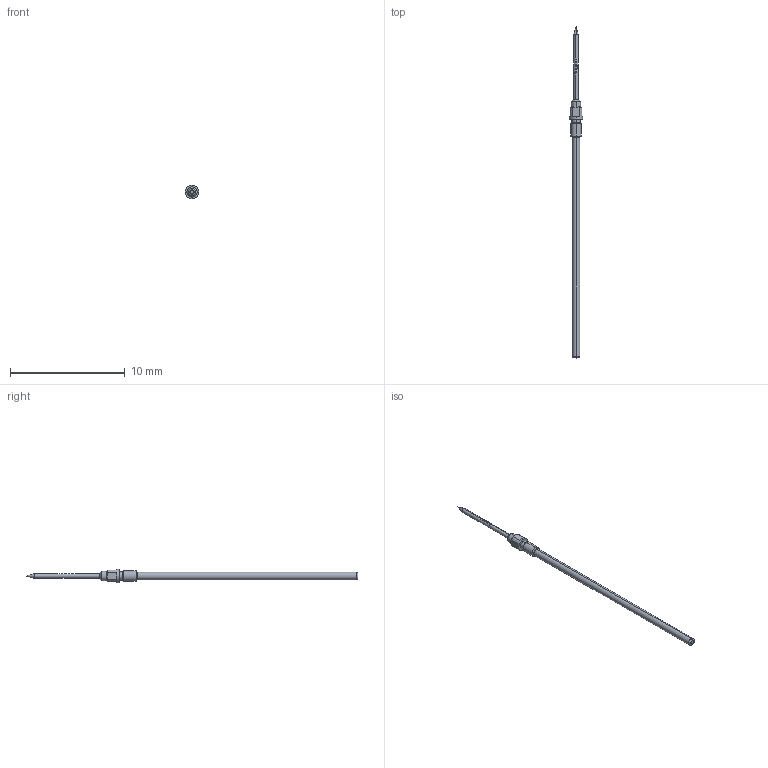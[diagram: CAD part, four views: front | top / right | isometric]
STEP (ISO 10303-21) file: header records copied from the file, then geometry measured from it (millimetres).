
FILE_DESCRIPTION (( 'STEP AP203' ), '1' );
FILE_NAME ('INGUN_GKS-097_201_040_A_xx02_MO.STEP', '2021-10-04T10:13:54', ( 'ochi' ), ( '' ), 'SwSTEP 2.0', 'SolidWorks 2018', '' );
FILE_SCHEMA (( 'CONFIG_CONTROL_DESIGN' ));
Length unit declared in the file: millimetre
Products named in the file (1): INGUN_GKS-097_201_040_A_xx02_MO
Bounding box: 1.15 x 28.9 x 1.15 mm (x, y, z)
Volume: 9.5 mm3; surface area: 58.6 mm2
Topology: 1 solids, 1 shells, 106 faces, 290 edges, 187 vertices
Faces by surface type: plane 41, cylinder 31, bspline 22, cone 10, torus 2
Entity records: 3827 total; most frequent: CARTESIAN_POINT 1504, ORIENTED_EDGE 576, DIRECTION 298, EDGE_CURVE 288, B_SPLINE_CURVE_WITH_KNOTS 198, VERTEX_POINT 187, AXIS2_PLACEMENT_3D 123, EDGE_LOOP 109
